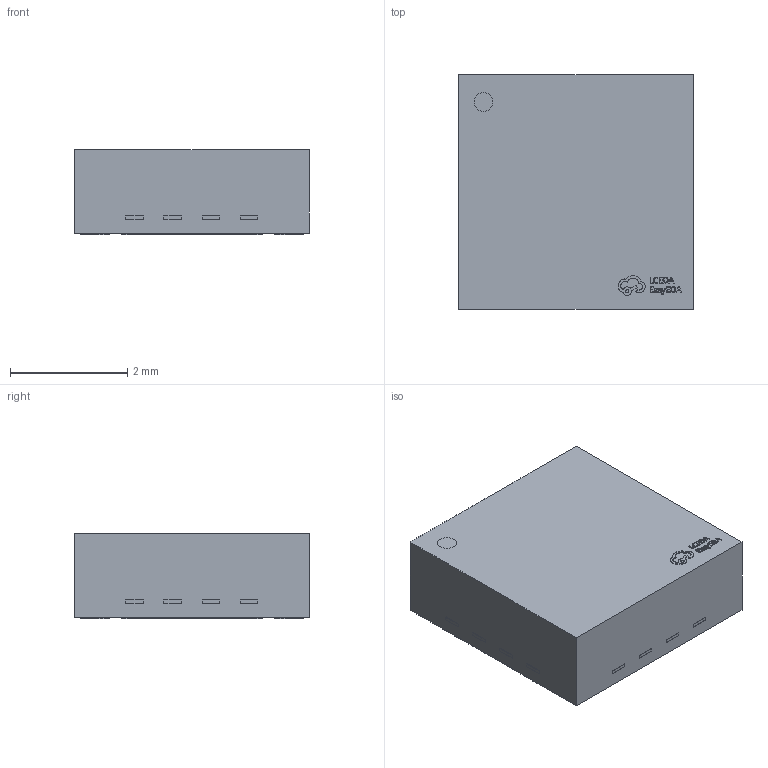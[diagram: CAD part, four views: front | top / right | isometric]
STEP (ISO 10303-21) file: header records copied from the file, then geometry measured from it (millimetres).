
FILE_DESCRIPTION (( 'STEP AP214' ), '1' );
FILE_NAME ('LFCSP-16_L4.0-W4.0-P0.65-TL-EP2.4-1.step', '2022-06-20T11:14:11', ( '' ), ( '' ), 'SwSTEP 2.0', 'SolidWorks 2020', '' );
FILE_SCHEMA (( 'AUTOMOTIVE_DESIGN' ));
Length unit declared in the file: millimetre
Products named in the file (1): LFCSP-16_L4.0-W4.0-P0.65-TL-EP2.4-1
Bounding box: 4.02 x 4.02 x 1.46 mm (x, y, z)
Volume: 23 mm3; surface area: 55.9 mm2
Topology: 1 solids, 1 shells, 470 faces, 1221 edges, 814 vertices
Faces by surface type: plane 332, bspline 112, cylinder 26
Entity records: 20633 total; most frequent: CARTESIAN_POINT 4610, ORIENTED_EDGE 2442, DIRECTION 1763, EDGE_CURVE 1221, VECTOR 941, LINE 941, VERTEX_POINT 814, EDGE_LOOP 531
